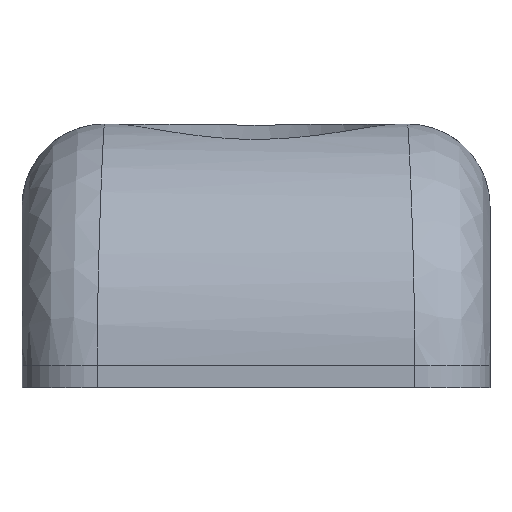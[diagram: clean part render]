
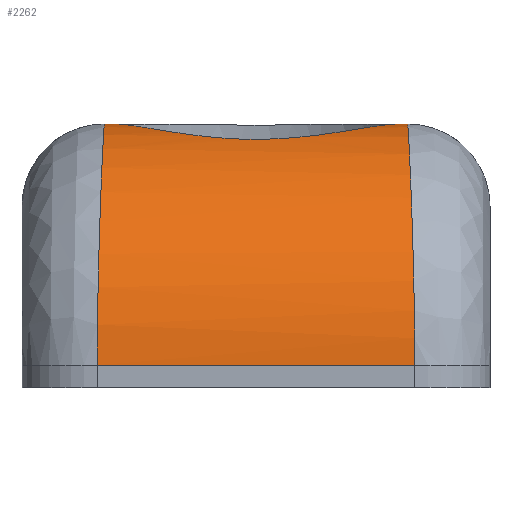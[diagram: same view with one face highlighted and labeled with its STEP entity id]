
A CAD part, front view. The second image highlights one B-rep face of the part: STEP entity #2262.
In plain terms, the highlighted cylindrical face has radius 8.5 mm (diameter 17 mm), a partial arc.
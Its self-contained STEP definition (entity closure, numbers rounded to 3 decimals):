
#118=LINE('',#4779,#222);
#119=LINE('',#4780,#223);
#120=LINE('',#4781,#224);
#222=VECTOR('',#2747,10.);
#223=VECTOR('',#2748,10.);
#224=VECTOR('',#2749,10.);
#324=CYLINDRICAL_SURFACE('',#2422,8.5);
#373=FACE_OUTER_BOUND('',#516,.T.);
#516=EDGE_LOOP('',(#1566,#1567,#1568,#1569,#1570,#1571));
#821=B_SPLINE_CURVE_WITH_KNOTS('',3,(#4655,#4656,#4657,#4658,#4659,#4660,
#4661,#4662),.UNSPECIFIED.,.F.,.F.,(4,1,1,1,1,4),(0.,0.143,
0.429,0.714,0.857,1.),.UNSPECIFIED.);
#824=B_SPLINE_CURVE_WITH_KNOTS('',3,(#4742,#4743,#4744,#4745,#4746,#4747,
#4748,#4749),.UNSPECIFIED.,.F.,.F.,(4,1,1,1,1,4),(0.,0.143,
0.286,0.571,0.857,1.),.UNSPECIFIED.);
#825=B_SPLINE_CURVE_WITH_KNOTS('',3,(#4760,#4761,#4762,#4763,#4764,#4765,
#4766,#4767,#4768,#4769,#4770,#4771,#4772,#4773,#4774,#4775,#4776,#4777,
#4778),.UNSPECIFIED.,.F.,.F.,(4,2,2,2,3,2,2,2,4),(3.191,3.26,
3.361,3.571,3.781,3.991,4.201,
4.301,4.371),.UNSPECIFIED.);
#934=VERTEX_POINT('',#4653);
#935=VERTEX_POINT('',#4654);
#942=VERTEX_POINT('',#4739);
#943=VERTEX_POINT('',#4741);
#946=VERTEX_POINT('',#4758);
#947=VERTEX_POINT('',#4759);
#1172=EDGE_CURVE('',#934,#935,#821,.F.);
#1181=EDGE_CURVE('',#943,#942,#824,.F.);
#1186=EDGE_CURVE('',#946,#947,#825,.T.);
#1187=EDGE_CURVE('',#947,#943,#118,.T.);
#1188=EDGE_CURVE('',#942,#934,#119,.T.);
#1189=EDGE_CURVE('',#935,#946,#120,.T.);
#1566=ORIENTED_EDGE('',*,*,#1186,.T.);
#1567=ORIENTED_EDGE('',*,*,#1187,.T.);
#1568=ORIENTED_EDGE('',*,*,#1181,.T.);
#1569=ORIENTED_EDGE('',*,*,#1188,.T.);
#1570=ORIENTED_EDGE('',*,*,#1172,.T.);
#1571=ORIENTED_EDGE('',*,*,#1189,.T.);
#2262=ADVANCED_FACE('',(#373),#324,.T.);
#2422=AXIS2_PLACEMENT_3D('',#4757,#2745,#2746);
#2745=DIRECTION('center_axis',(1.,0.,0.));
#2746=DIRECTION('ref_axis',(0.,-0.707,0.707));
#2747=DIRECTION('',(-1.,0.,0.));
#2748=DIRECTION('',(1.,0.,0.));
#2749=DIRECTION('',(-1.,0.,0.));
#4653=CARTESIAN_POINT('',(5.6,-11.6,-7.));
#4654=CARTESIAN_POINT('',(5.35,-3.1,1.5));
#4655=CARTESIAN_POINT('Ctrl Pts',(5.35,-3.1,1.5));
#4656=CARTESIAN_POINT('Ctrl Pts',(5.35,-3.686,1.5));
#4657=CARTESIAN_POINT('Ctrl Pts',(5.365,-5.492,1.333));
#4658=CARTESIAN_POINT('Ctrl Pts',(5.445,-8.659,-0.116));
#4659=CARTESIAN_POINT('Ctrl Pts',(5.54,-10.756,-2.924));
#4660=CARTESIAN_POINT('Ctrl Pts',(5.59,-11.489,-5.3));
#4661=CARTESIAN_POINT('Ctrl Pts',(5.6,-11.6,-6.439));
#4662=CARTESIAN_POINT('Ctrl Pts',(5.6,-11.6,-7.));
#4739=CARTESIAN_POINT('',(-5.6,-11.6,-7.));
#4741=CARTESIAN_POINT('',(-5.35,-3.1,1.5));
#4742=CARTESIAN_POINT('Ctrl Pts',(-5.6,-11.6,-7.));
#4743=CARTESIAN_POINT('Ctrl Pts',(-5.6,-11.6,-6.439));
#4744=CARTESIAN_POINT('Ctrl Pts',(-5.59,-11.489,-5.3));
#4745=CARTESIAN_POINT('Ctrl Pts',(-5.54,-10.756,-2.924));
#4746=CARTESIAN_POINT('Ctrl Pts',(-5.445,-8.659,-0.116));
#4747=CARTESIAN_POINT('Ctrl Pts',(-5.365,-5.492,1.333));
#4748=CARTESIAN_POINT('Ctrl Pts',(-5.35,-3.686,1.5));
#4749=CARTESIAN_POINT('Ctrl Pts',(-5.35,-3.1,1.5));
#4757=CARTESIAN_POINT('Origin',(4.125,-3.1,-7.));
#4758=CARTESIAN_POINT('',(5.095,-3.1,1.5));
#4759=CARTESIAN_POINT('',(-5.095,-3.1,1.5));
#4760=CARTESIAN_POINT('Ctrl Pts',(5.095,-3.1,1.5));
#4761=CARTESIAN_POINT('Ctrl Pts',(4.969,-3.308,1.5));
#4762=CARTESIAN_POINT('Ctrl Pts',(4.826,-3.517,1.492));
#4763=CARTESIAN_POINT('Ctrl Pts',(4.449,-4.005,1.457));
#4764=CARTESIAN_POINT('Ctrl Pts',(4.201,-4.273,1.422));
#4765=CARTESIAN_POINT('Ctrl Pts',(3.448,-4.972,1.305));
#4766=CARTESIAN_POINT('Ctrl Pts',(2.818,-5.387,1.192));
#4767=CARTESIAN_POINT('Ctrl Pts',(1.444,-5.938,1.018));
#4768=CARTESIAN_POINT('Ctrl Pts',(0.7,-6.074,0.963));
#4769=CARTESIAN_POINT('Ctrl Pts',(0.,-6.074,0.963));
#4770=CARTESIAN_POINT('Ctrl Pts',(-0.7,-6.074,
0.963));
#4771=CARTESIAN_POINT('Ctrl Pts',(-1.444,-5.938,1.018));
#4772=CARTESIAN_POINT('Ctrl Pts',(-2.818,-5.387,1.192));
#4773=CARTESIAN_POINT('Ctrl Pts',(-3.448,-4.972,1.305));
#4774=CARTESIAN_POINT('Ctrl Pts',(-4.201,-4.273,1.422));
#4775=CARTESIAN_POINT('Ctrl Pts',(-4.449,-4.005,1.457));
#4776=CARTESIAN_POINT('Ctrl Pts',(-4.826,-3.517,1.492));
#4777=CARTESIAN_POINT('Ctrl Pts',(-4.969,-3.308,1.5));
#4778=CARTESIAN_POINT('Ctrl Pts',(-5.095,-3.1,1.5));
#4779=CARTESIAN_POINT('',(4.125,-3.1,1.5));
#4780=CARTESIAN_POINT('',(4.125,-11.6,-7.));
#4781=CARTESIAN_POINT('',(4.125,-3.1,1.5));
